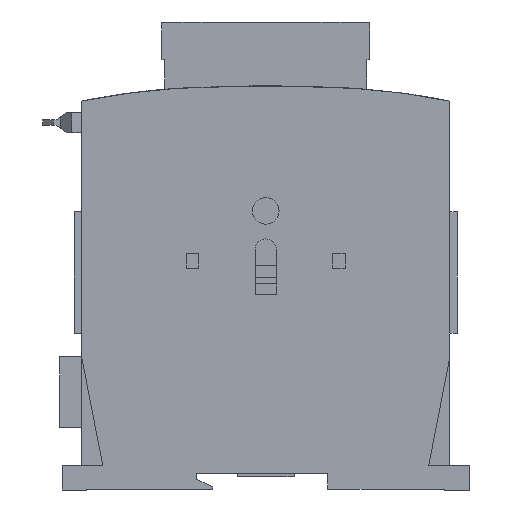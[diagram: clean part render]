
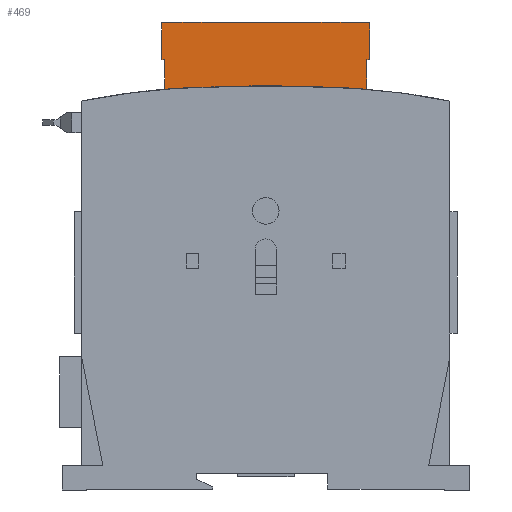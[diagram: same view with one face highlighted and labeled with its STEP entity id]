
A CAD part, left-side view. The second image highlights one B-rep face of the part: STEP entity #469.
In plain terms, the highlighted planar face has unit normal (-1, 0, 0).
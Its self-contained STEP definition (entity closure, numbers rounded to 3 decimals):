
#469 = ADVANCED_FACE( '', ( #1487 ), #1488, .F. );
#1487 = FACE_OUTER_BOUND( '', #2693, .T. );
#1488 = PLANE( '', #2694 );
#2693 = EDGE_LOOP( '', ( #6413, #6414, #6415, #6416, #6417, #6418, #6419, #6420, #6421, #6422, #6423, #6424 ) );
#2694 = AXIS2_PLACEMENT_3D( '', #6425, #6426, #6427 );
#6413 = ORIENTED_EDGE( '', *, *, #8774, .F. );
#6414 = ORIENTED_EDGE( '', *, *, #8336, .F. );
#6415 = ORIENTED_EDGE( '', *, *, #8996, .F. );
#6416 = ORIENTED_EDGE( '', *, *, #8994, .F. );
#6417 = ORIENTED_EDGE( '', *, *, #8991, .F. );
#6418 = ORIENTED_EDGE( '', *, *, #9003, .F. );
#6419 = ORIENTED_EDGE( '', *, *, #9001, .F. );
#6420 = ORIENTED_EDGE( '', *, *, #8999, .F. );
#6421 = ORIENTED_EDGE( '', *, *, #8997, .F. );
#6422 = ORIENTED_EDGE( '', *, *, #8354, .F. );
#6423 = ORIENTED_EDGE( '', *, *, #8781, .F. );
#6424 = ORIENTED_EDGE( '', *, *, #8779, .F. );
#6425 = CARTESIAN_POINT( '', ( 45.6, 0., 0. ) );
#6426 = DIRECTION( '', ( 1., 0., 0. ) );
#6427 = DIRECTION( '', ( 0., 0., -1. ) );
#8336 = EDGE_CURVE( '', #10264, #10266, #10267, .T. );
#8354 = EDGE_CURVE( '', #10296, #10298, #10299, .T. );
#8774 = EDGE_CURVE( '', #10266, #10966, #10967, .T. );
#8779 = EDGE_CURVE( '', #10966, #10973, #10974, .T. );
#8781 = EDGE_CURVE( '', #10973, #10296, #10976, .T. );
#8991 = EDGE_CURVE( '', #11323, #11324, #11325, .T. );
#8994 = EDGE_CURVE( '', #11324, #11328, #11329, .T. );
#8996 = EDGE_CURVE( '', #11328, #10264, #11331, .T. );
#8997 = EDGE_CURVE( '', #10298, #11332, #11333, .T. );
#8999 = EDGE_CURVE( '', #11332, #11335, #11336, .T. );
#9001 = EDGE_CURVE( '', #11335, #11338, #11339, .T. );
#9003 = EDGE_CURVE( '', #11338, #11323, #11341, .T. );
#10264 = VERTEX_POINT( '', #13600 );
#10266 = VERTEX_POINT( '', #13603 );
#10267 = LINE( '', #13604, #13605 );
#10296 = VERTEX_POINT( '', #13650 );
#10298 = VERTEX_POINT( '', #13653 );
#10299 = LINE( '', #13654, #13655 );
#10966 = VERTEX_POINT( '', #15006 );
#10967 = CIRCLE( '', #15007, 200. );
#10973 = VERTEX_POINT( '', #15017 );
#10974 = LINE( '', #15018, #15019 );
#10976 = CIRCLE( '', #15022, 200. );
#11323 = VERTEX_POINT( '', #15571 );
#11324 = VERTEX_POINT( '', #15572 );
#11325 = CIRCLE( '', #15573, 410. );
#11328 = VERTEX_POINT( '', #15578 );
#11329 = LINE( '', #15579, #15580 );
#11331 = LINE( '', #15583, #15584 );
#11332 = VERTEX_POINT( '', #15585 );
#11333 = LINE( '', #15586, #15587 );
#11335 = VERTEX_POINT( '', #15590 );
#11336 = LINE( '', #15591, #15592 );
#11338 = VERTEX_POINT( '', #15595 );
#11339 = CIRCLE( '', #15596, 410. );
#11341 = LINE( '', #15599, #15600 );
#13600 = CARTESIAN_POINT( '', ( 45.6, -28.5, 116.8 ) );
#13603 = CARTESIAN_POINT( '', ( 45.6, -28.5, 108.418 ) );
#13604 = CARTESIAN_POINT( '', ( 45.6, -28.5, 116.8 ) );
#13605 = VECTOR( '', #17300, 1. );
#13650 = CARTESIAN_POINT( '', ( 45.6, 28.5, 108.418 ) );
#13653 = CARTESIAN_POINT( '', ( 45.6, 28.5, 116.8 ) );
#13654 = CARTESIAN_POINT( '', ( 45.6, 28.5, 99.1 ) );
#13655 = VECTOR( '', #17318, 1. );
#15006 = CARTESIAN_POINT( '', ( 45.6, -12., 109.1 ) );
#15007 = AXIS2_PLACEMENT_3D( '', #17837, #17838, #17839 );
#15017 = CARTESIAN_POINT( '', ( 45.6, 12., 109.1 ) );
#15018 = CARTESIAN_POINT( '', ( 45.6, -6., 109.1 ) );
#15019 = VECTOR( '', #17844, 1. );
#15022 = AXIS2_PLACEMENT_3D( '', #17846, #17847, #17848 );
#15571 = CARTESIAN_POINT( '', ( 45.6, -15., 127.4 ) );
#15572 = CARTESIAN_POINT( '', ( 45.6, -29.3, 127.151 ) );
#15573 = AXIS2_PLACEMENT_3D( '', #18072, #18073, #18074 );
#15578 = CARTESIAN_POINT( '', ( 45.6, -29.3, 116.8 ) );
#15579 = CARTESIAN_POINT( '', ( 45.6, -29.3, 127.151 ) );
#15580 = VECTOR( '', #18077, 1. );
#15583 = CARTESIAN_POINT( '', ( 45.6, -29.3, 116.8 ) );
#15584 = VECTOR( '', #18079, 1. );
#15585 = CARTESIAN_POINT( '', ( 45.6, 29.3, 116.8 ) );
#15586 = CARTESIAN_POINT( '', ( 45.6, 28.5, 116.8 ) );
#15587 = VECTOR( '', #18080, 1. );
#15590 = CARTESIAN_POINT( '', ( 45.6, 29.3, 127.151 ) );
#15591 = CARTESIAN_POINT( '', ( 45.6, 29.3, 116.8 ) );
#15592 = VECTOR( '', #18082, 1. );
#15595 = CARTESIAN_POINT( '', ( 45.6, 15., 127.4 ) );
#15596 = AXIS2_PLACEMENT_3D( '', #18084, #18085, #18086 );
#15599 = CARTESIAN_POINT( '', ( 45.6, 15., 127.4 ) );
#15600 = VECTOR( '', #18088, 1. );
#17300 = DIRECTION( '', ( 0., 0., -1. ) );
#17318 = DIRECTION( '', ( 0., 0., 1. ) );
#17837 = CARTESIAN_POINT( '', ( 45.6, -12., -90.9 ) );
#17838 = DIRECTION( '', ( -1., 0., 0. ) );
#17839 = DIRECTION( '', ( 0., 0., 1. ) );
#17844 = DIRECTION( '', ( 0., 1., 0. ) );
#17846 = CARTESIAN_POINT( '', ( 45.6, 12., -90.9 ) );
#17847 = DIRECTION( '', ( -1., 0., 0. ) );
#17848 = DIRECTION( '', ( 0., 0.2, 0.98 ) );
#18072 = CARTESIAN_POINT( '', ( 45.6, -15., -282.6 ) );
#18073 = DIRECTION( '', ( 1., 0., 0. ) );
#18074 = DIRECTION( '', ( 0., 0., 1. ) );
#18077 = DIRECTION( '', ( 0., 0., -1. ) );
#18079 = DIRECTION( '', ( 0., 1., 0. ) );
#18080 = DIRECTION( '', ( 0., 1., 0. ) );
#18082 = DIRECTION( '', ( 0., 0., 1. ) );
#18084 = CARTESIAN_POINT( '', ( 45.6, 15., -282.6 ) );
#18085 = DIRECTION( '', ( 1., 0., 0. ) );
#18086 = DIRECTION( '', ( 0., 0.035, 0.999 ) );
#18088 = DIRECTION( '', ( 0., -1., 0. ) );
